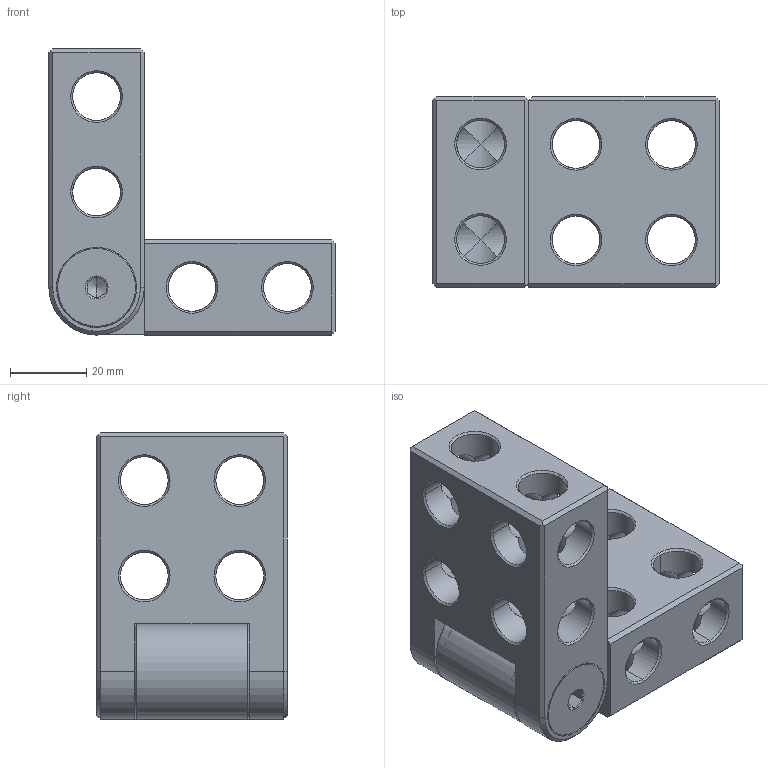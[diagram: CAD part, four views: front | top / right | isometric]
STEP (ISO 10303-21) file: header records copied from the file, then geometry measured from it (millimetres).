
FILE_DESCRIPTION(('CATIA V5 STEP Exchange'),'2;1');
FILE_NAME('SM5524N.stp','2011-03-24T12:00:48+00:00',('none'),('none'),'CATIA Version 5 Release 19 SP 3 (IN-10)','CATIA V5 STEP AP203','none');
FILE_SCHEMA(('CONFIG_CONTROL_DESIGN'));
Length unit declared in the file: millimetre
Products named in the file (1): FA032427-166-0000-B
Assembly tree (7 placements, depth 2):
  FA032427-166-0000-B
    #58
    #3264
    #6499  x2
    #7012  x2
    #7915
Bounding box: 75 x 50 x 75 mm (x, y, z)
Volume: 102051.9 mm3; surface area: 43551.7 mm2
Topology: 7 solids, 7 shells, 292 faces, 771 edges, 474 vertices
Faces by surface type: cylinder 115, cone 106, plane 67, torus 4
Entity records: 8247 total; most frequent: CARTESIAN_POINT 2536, ORIENTED_EDGE 1322, DIRECTION 849, EDGE_CURVE 661, VERTEX_POINT 405, AXIS2_PLACEMENT_3D 404, EDGE_LOOP 294, VECTOR 259
